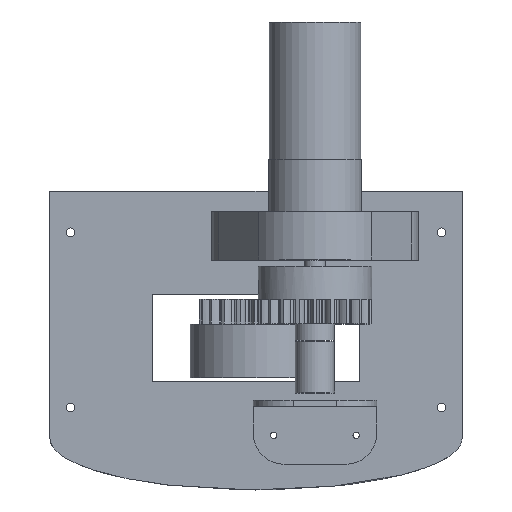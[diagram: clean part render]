
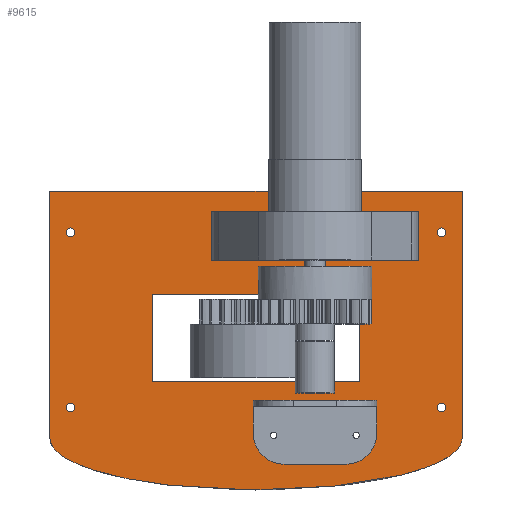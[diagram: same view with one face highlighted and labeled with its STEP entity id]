
A CAD part, top view. The second image highlights one B-rep face of the part: STEP entity #9615.
In plain terms, the highlighted planar face has unit normal (0, 0, 1).
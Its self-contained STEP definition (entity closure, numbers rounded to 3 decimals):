
#28=ELLIPSE('',#10439,100.,25.);
#397=FACE_BOUND('',#2936,.T.);
#398=FACE_BOUND('',#2937,.T.);
#399=FACE_BOUND('',#2938,.T.);
#400=FACE_BOUND('',#2939,.T.);
#401=FACE_BOUND('',#2940,.T.);
#402=FACE_BOUND('',#2941,.T.);
#403=FACE_BOUND('',#2942,.T.);
#404=FACE_BOUND('',#2943,.T.);
#405=FACE_BOUND('',#2944,.T.);
#406=FACE_BOUND('',#2945,.T.);
#407=FACE_BOUND('',#2946,.T.);
#832=LINE('',#27208,#1528);
#838=LINE('',#27236,#1534);
#842=LINE('',#27242,#1538);
#843=LINE('',#27245,#1539);
#845=LINE('',#27248,#1541);
#846=LINE('',#27250,#1542);
#847=LINE('',#27252,#1543);
#1528=VECTOR('',#12363,10.);
#1534=VECTOR('',#12381,10.);
#1538=VECTOR('',#12387,10.);
#1539=VECTOR('',#12390,10.);
#1541=VECTOR('',#12394,10.);
#1542=VECTOR('',#12397,10.);
#1543=VECTOR('',#12400,10.);
#2345=FACE_OUTER_BOUND('',#2935,.T.);
#2935=EDGE_LOOP('',(#7725,#7726,#7727,#7728));
#2936=EDGE_LOOP('',(#7729));
#2937=EDGE_LOOP('',(#7730));
#2938=EDGE_LOOP('',(#7731));
#2939=EDGE_LOOP('',(#7732));
#2940=EDGE_LOOP('',(#7733,#7734,#7735,#7736));
#2941=EDGE_LOOP('',(#7737));
#2942=EDGE_LOOP('',(#7738));
#2943=EDGE_LOOP('',(#7739));
#2944=EDGE_LOOP('',(#7740));
#2945=EDGE_LOOP('',(#7741));
#2946=EDGE_LOOP('',(#7742));
#3484=CIRCLE('',#10370,1.7);
#3486=CIRCLE('',#10374,1.7);
#3494=CIRCLE('',#10386,1.7);
#3496=CIRCLE('',#10390,1.7);
#3497=CIRCLE('',#10392,2.15);
#3498=CIRCLE('',#10394,2.15);
#3499=CIRCLE('',#10396,2.15);
#3500=CIRCLE('',#10398,2.15);
#3524=CIRCLE('',#10441,1.55);
#3525=CIRCLE('',#10443,1.55);
#4245=VERTEX_POINT('',#27033);
#4247=VERTEX_POINT('',#27041);
#4267=VERTEX_POINT('',#27086);
#4269=VERTEX_POINT('',#27094);
#4270=VERTEX_POINT('',#27098);
#4271=VERTEX_POINT('',#27102);
#4272=VERTEX_POINT('',#27106);
#4273=VERTEX_POINT('',#27110);
#4294=VERTEX_POINT('',#27205);
#4295=VERTEX_POINT('',#27207);
#4296=VERTEX_POINT('',#27220);
#4297=VERTEX_POINT('',#27222);
#4298=VERTEX_POINT('',#27226);
#4299=VERTEX_POINT('',#27230);
#4300=VERTEX_POINT('',#27234);
#4301=VERTEX_POINT('',#27235);
#4302=VERTEX_POINT('',#27240);
#4303=VERTEX_POINT('',#27244);
#5419=EDGE_CURVE('',#4245,#4245,#3484,.T.);
#5423=EDGE_CURVE('',#4247,#4247,#3486,.T.);
#5445=EDGE_CURVE('',#4267,#4267,#3494,.T.);
#5449=EDGE_CURVE('',#4269,#4269,#3496,.T.);
#5451=EDGE_CURVE('',#4270,#4270,#3497,.T.);
#5453=EDGE_CURVE('',#4271,#4271,#3498,.T.);
#5455=EDGE_CURVE('',#4272,#4272,#3499,.T.);
#5457=EDGE_CURVE('',#4273,#4273,#3500,.T.);
#5498=EDGE_CURVE('',#4295,#4294,#832,.T.);
#5501=EDGE_CURVE('',#4297,#4296,#28,.T.);
#5503=EDGE_CURVE('',#4298,#4298,#3524,.T.);
#5505=EDGE_CURVE('',#4299,#4299,#3525,.T.);
#5507=EDGE_CURVE('',#4300,#4301,#838,.T.);
#5511=EDGE_CURVE('',#4301,#4302,#842,.T.);
#5512=EDGE_CURVE('',#4302,#4303,#843,.T.);
#5514=EDGE_CURVE('',#4303,#4300,#845,.T.);
#5515=EDGE_CURVE('',#4296,#4295,#846,.T.);
#5516=EDGE_CURVE('',#4294,#4297,#847,.T.);
#7725=ORIENTED_EDGE('',*,*,#5501,.T.);
#7726=ORIENTED_EDGE('',*,*,#5515,.T.);
#7727=ORIENTED_EDGE('',*,*,#5498,.T.);
#7728=ORIENTED_EDGE('',*,*,#5516,.T.);
#7729=ORIENTED_EDGE('',*,*,#5451,.T.);
#7730=ORIENTED_EDGE('',*,*,#5453,.T.);
#7731=ORIENTED_EDGE('',*,*,#5455,.T.);
#7732=ORIENTED_EDGE('',*,*,#5457,.T.);
#7733=ORIENTED_EDGE('',*,*,#5511,.T.);
#7734=ORIENTED_EDGE('',*,*,#5512,.T.);
#7735=ORIENTED_EDGE('',*,*,#5514,.T.);
#7736=ORIENTED_EDGE('',*,*,#5507,.T.);
#7737=ORIENTED_EDGE('',*,*,#5503,.T.);
#7738=ORIENTED_EDGE('',*,*,#5505,.T.);
#7739=ORIENTED_EDGE('',*,*,#5445,.T.);
#7740=ORIENTED_EDGE('',*,*,#5419,.T.);
#7741=ORIENTED_EDGE('',*,*,#5449,.T.);
#7742=ORIENTED_EDGE('',*,*,#5423,.T.);
#9221=PLANE('',#10450);
#9615=ADVANCED_FACE('',(#2345,#397,#398,#399,#400,#401,#402,#403,#404,#405,
#406,#407),#9221,.T.);
#10370=AXIS2_PLACEMENT_3D('',#27034,#12188,#12189);
#10374=AXIS2_PLACEMENT_3D('',#27042,#12198,#12199);
#10386=AXIS2_PLACEMENT_3D('',#27087,#12235,#12236);
#10390=AXIS2_PLACEMENT_3D('',#27095,#12245,#12246);
#10392=AXIS2_PLACEMENT_3D('',#27099,#12250,#12251);
#10394=AXIS2_PLACEMENT_3D('',#27103,#12255,#12256);
#10396=AXIS2_PLACEMENT_3D('',#27107,#12260,#12261);
#10398=AXIS2_PLACEMENT_3D('',#27111,#12265,#12266);
#10439=AXIS2_PLACEMENT_3D('',#27223,#12366,#12367);
#10441=AXIS2_PLACEMENT_3D('',#27227,#12371,#12372);
#10443=AXIS2_PLACEMENT_3D('',#27231,#12376,#12377);
#10450=AXIS2_PLACEMENT_3D('',#27253,#12401,#12402);
#12188=DIRECTION('center_axis',(0.,0.,-1.));
#12189=DIRECTION('ref_axis',(-1.,0.,0.));
#12198=DIRECTION('center_axis',(0.,0.,-1.));
#12199=DIRECTION('ref_axis',(-1.,0.,0.));
#12235=DIRECTION('center_axis',(0.,0.,-1.));
#12236=DIRECTION('ref_axis',(-1.,0.,0.));
#12245=DIRECTION('center_axis',(0.,0.,-1.));
#12246=DIRECTION('ref_axis',(-1.,0.,0.));
#12250=DIRECTION('center_axis',(0.,0.,-1.));
#12251=DIRECTION('ref_axis',(1.,0.,0.));
#12255=DIRECTION('center_axis',(0.,0.,-1.));
#12256=DIRECTION('ref_axis',(1.,0.,0.));
#12260=DIRECTION('center_axis',(0.,0.,-1.));
#12261=DIRECTION('ref_axis',(1.,0.,0.));
#12265=DIRECTION('center_axis',(0.,0.,-1.));
#12266=DIRECTION('ref_axis',(1.,0.,0.));
#12363=DIRECTION('',(-1.,0.,0.));
#12366=DIRECTION('center_axis',(0.,0.,1.));
#12367=DIRECTION('ref_axis',(-1.,0.,0.));
#12371=DIRECTION('center_axis',(0.,0.,-1.));
#12372=DIRECTION('ref_axis',(1.,0.,0.));
#12376=DIRECTION('center_axis',(0.,0.,-1.));
#12377=DIRECTION('ref_axis',(1.,0.,0.));
#12381=DIRECTION('',(0.,1.,0.));
#12387=DIRECTION('',(1.,0.,0.));
#12390=DIRECTION('',(0.,-1.,0.));
#12394=DIRECTION('',(-1.,0.,0.));
#12397=DIRECTION('',(0.,1.,0.));
#12400=DIRECTION('',(0.,-1.,0.));
#12401=DIRECTION('center_axis',(0.,0.,1.));
#12402=DIRECTION('ref_axis',(1.,0.,0.));
#27033=CARTESIAN_POINT('',(-60.182,3.5,0.));
#27034=CARTESIAN_POINT('Origin',(-61.882,3.5,0.));
#27041=CARTESIAN_POINT('',(-60.182,13.,0.));
#27042=CARTESIAN_POINT('Origin',(-61.882,13.,0.));
#27086=CARTESIAN_POINT('',(25.818,13.,0.));
#27087=CARTESIAN_POINT('Origin',(24.118,13.,0.));
#27094=CARTESIAN_POINT('',(25.818,3.5,0.));
#27095=CARTESIAN_POINT('Origin',(24.118,3.5,0.));
#27098=CARTESIAN_POINT('',(40.35,10.,0.));
#27099=CARTESIAN_POINT('Origin',(42.5,10.,0.));
#27102=CARTESIAN_POINT('',(-139.65,10.,0.));
#27103=CARTESIAN_POINT('Origin',(-137.5,10.,0.));
#27106=CARTESIAN_POINT('',(40.35,-75.,0.));
#27107=CARTESIAN_POINT('Origin',(42.5,-75.,0.));
#27110=CARTESIAN_POINT('',(-139.65,-75.,0.));
#27111=CARTESIAN_POINT('Origin',(-137.5,-75.,0.));
#27205=CARTESIAN_POINT('',(-147.5,30.,0.));
#27207=CARTESIAN_POINT('',(52.5,30.,0.));
#27208=CARTESIAN_POINT('',(52.5,30.,0.));
#27220=CARTESIAN_POINT('',(52.5,-90.,0.));
#27222=CARTESIAN_POINT('',(-147.5,-90.,0.));
#27223=CARTESIAN_POINT('Origin',(-47.5,-90.,0.));
#27226=CARTESIAN_POINT('',(-0.432,-88.5,0.));
#27227=CARTESIAN_POINT('Origin',(1.118,-88.5,0.));
#27230=CARTESIAN_POINT('',(-40.432,-88.5,0.));
#27231=CARTESIAN_POINT('Origin',(-38.882,-88.5,0.));
#27234=CARTESIAN_POINT('',(-97.5,-62.5,0.));
#27235=CARTESIAN_POINT('',(-97.5,-20.,0.));
#27236=CARTESIAN_POINT('',(-97.5,-62.5,0.));
#27240=CARTESIAN_POINT('',(2.5,-20.,0.));
#27242=CARTESIAN_POINT('',(-97.5,-20.,0.));
#27244=CARTESIAN_POINT('',(2.5,-62.5,0.));
#27245=CARTESIAN_POINT('',(2.5,-20.,0.));
#27248=CARTESIAN_POINT('',(2.5,-62.5,0.));
#27250=CARTESIAN_POINT('',(52.5,-90.,0.));
#27252=CARTESIAN_POINT('',(-147.5,30.,0.));
#27253=CARTESIAN_POINT('Origin',(-47.5,-42.5,0.));
